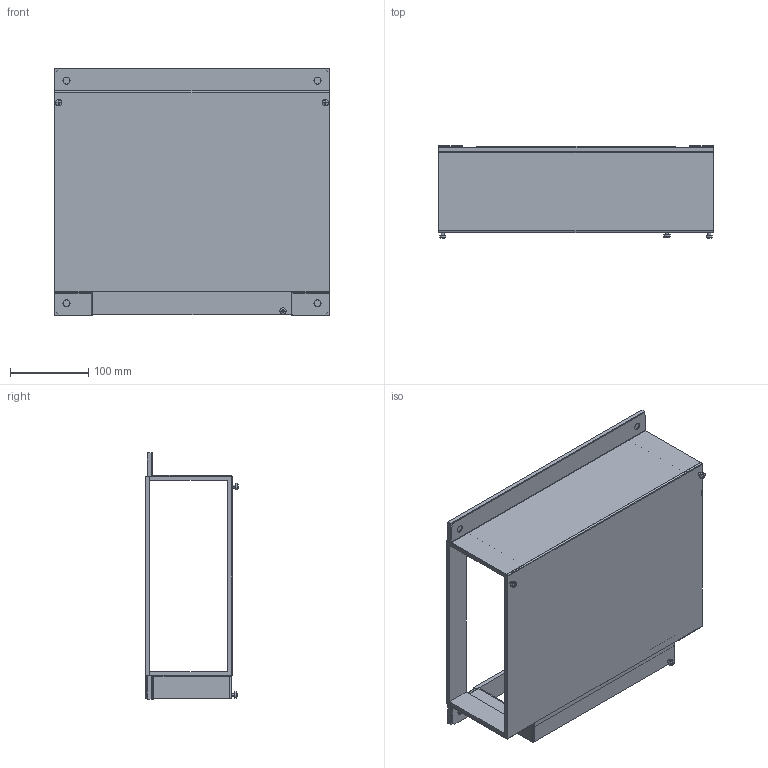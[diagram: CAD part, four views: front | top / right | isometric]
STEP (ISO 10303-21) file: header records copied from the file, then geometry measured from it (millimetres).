
FILE_DESCRIPTION (( 'STEP AP214' ), '1' );
FILE_NAME ('7216462.stp', '2017-10-24T13:38:11', ( '' ), ( '' ), 'SwSTEP 2.0', 'SolidWorks 2016', '' );
FILE_SCHEMA (( 'AUTOMOTIVE_DESIGN' ));
Length unit declared in the file: millimetre
Products named in the file (9): 35104466_Standard; P_39438030T1_1_F〉 BSKM-TA; P_7215423T4_1_L=48; P_7215423T4_1_L=350; P_7215423T1_1_f〉 BSKM100250 AE Wand; P_7215423T1_1_F〉 BSKM100250 OT; 060741_F〉 Kanal 100250; 060740_F〉 Kanal 100250; 7216462
Assembly tree (15 placements, depth 2):
  7216462
    060740_F〉 Kanal 100250
    060741_F〉 Kanal 100250
    P_7215423T1_1_F〉 BSKM100250 OT  x3
    P_7215423T1_1_f〉 BSKM100250 AE Wand  x3
    P_7215423T4_1_L=350
    P_7215423T4_1_L=48  x2
    P_39438030T1_1_F〉 BSKM-TA
    35104466_Standard  x3
Bounding box: 350 x 117.97 x 314 mm (x, y, z)
Volume: 784675.7 mm3; surface area: 745272.2 mm2
Topology: 15 solids, 15 shells, 365 faces, 834 edges, 502 vertices
Faces by surface type: plane 269, cylinder 90, bspline 6
Entity records: 7878 total; most frequent: CARTESIAN_POINT 1385, DIRECTION 1292, ORIENTED_EDGE 1228, EDGE_CURVE 614, VECTOR 466, LINE 466, AXIS2_PLACEMENT_3D 413, VERTEX_POINT 362
